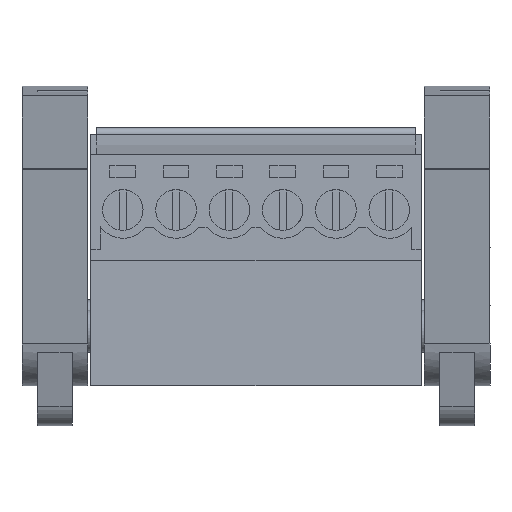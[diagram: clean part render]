
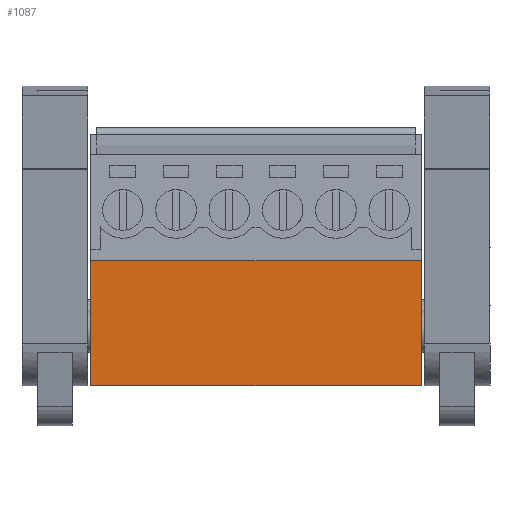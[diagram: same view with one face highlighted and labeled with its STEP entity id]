
A CAD part, front view. The second image highlights one B-rep face of the part: STEP entity #1087.
In plain terms, the highlighted planar face has unit normal (0, -1, 0).
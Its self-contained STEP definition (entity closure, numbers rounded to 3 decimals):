
#1067=AXIS2_PLACEMENT_3D('Plane Axis2P3D',#1064,#1065,#1066) ;
#63=CARTESIAN_POINT('Vertex',(4.9,5.036,2.846)) ;
#66=CARTESIAN_POINT('Line Origine',(4.9,5.036,7.321)) ;
#70=CARTESIAN_POINT('Vertex',(4.9,5.036,11.796)) ;
#365=CARTESIAN_POINT('Vertex',(28.55,5.036,2.846)) ;
#368=CARTESIAN_POINT('Line Origine',(16.725,5.036,2.846)) ;
#1064=CARTESIAN_POINT('Axis2P3D Location',(28.55,5.036,11.796)) ;
#1069=CARTESIAN_POINT('Line Origine',(28.55,5.036,7.321)) ;
#1073=CARTESIAN_POINT('Vertex',(28.55,5.036,11.796)) ;
#1076=CARTESIAN_POINT('Line Origine',(16.725,5.036,11.796)) ;
#67=DIRECTION('Vector Direction',(0.,0.,-1.)) ;
#369=DIRECTION('Vector Direction',(-1.,0.,0.)) ;
#1065=DIRECTION('Axis2P3D Direction',(0.,1.,0.)) ;
#1066=DIRECTION('Axis2P3D XDirection',(0.,0.,-1.)) ;
#1070=DIRECTION('Vector Direction',(0.,0.,-1.)) ;
#1077=DIRECTION('Vector Direction',(-1.,0.,0.)) ;
#68=VECTOR('Line Direction',#67,1.) ;
#370=VECTOR('Line Direction',#369,1.) ;
#1071=VECTOR('Line Direction',#1070,1.) ;
#1078=VECTOR('Line Direction',#1077,1.) ;
#1082=ORIENTED_EDGE('',*,*,#372,.F.) ;
#1083=ORIENTED_EDGE('',*,*,#1075,.F.) ;
#1084=ORIENTED_EDGE('',*,*,#1080,.T.) ;
#1085=ORIENTED_EDGE('',*,*,#72,.T.) ;
#1087=ADVANCED_FACE('HOUSING',(#1086),#1068,.F.) ;
#72=EDGE_CURVE('',#71,#64,#69,.T.) ;
#372=EDGE_CURVE('',#366,#64,#371,.T.) ;
#1075=EDGE_CURVE('',#1074,#366,#1072,.T.) ;
#1080=EDGE_CURVE('',#1074,#71,#1079,.T.) ;
#1081=EDGE_LOOP('',(#1082,#1083,#1084,#1085)) ;
#1086=FACE_OUTER_BOUND('',#1081,.T.) ;
#69=LINE('Line',#66,#68) ;
#371=LINE('Line',#368,#370) ;
#1072=LINE('Line',#1069,#1071) ;
#1079=LINE('Line',#1076,#1078) ;
#1068=PLANE('',#1067) ;
#64=VERTEX_POINT('',#63) ;
#71=VERTEX_POINT('',#70) ;
#366=VERTEX_POINT('',#365) ;
#1074=VERTEX_POINT('',#1073) ;
